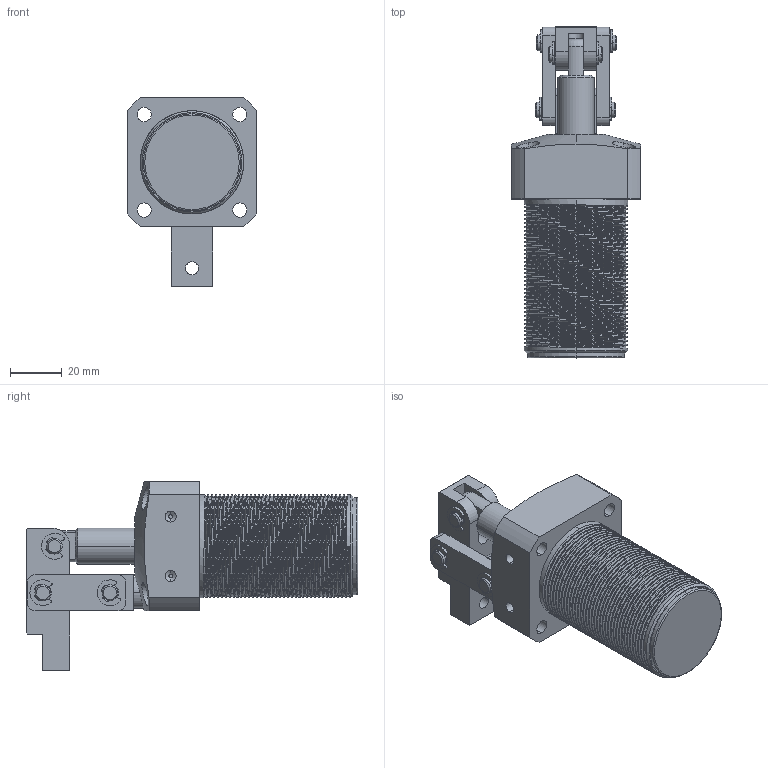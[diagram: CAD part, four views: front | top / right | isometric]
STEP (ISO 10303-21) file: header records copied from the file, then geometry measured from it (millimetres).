
FILE_DESCRIPTION (( 'STEP AP203' ), '1' );
FILE_NAME ('CPLCU-25L.STEP', '2019-04-19T12:53:46', ( 'User' ), ( 'china' ), 'SwSTEP 2.0', 'SolidWorks 2018', '' );
FILE_SCHEMA (( 'CONFIG_CONTROL_DESIGN' ));
Length unit declared in the file: millimetre
Products named in the file (10): CPLCU-25-02_1; CPLCU-25-03_1; CPLCU-25-04_1; CPLCU-25-05_1; GB／T896-86开口挡圈5; GB／T78-2000内六角锥端紧定螺钉M4×4; CPLCU25L掛极; CPLCU25活塞杆; CPLCU-25L; CPLCU-25-01_1
Assembly tree (16 placements, depth 2):
  CPLCU-25L
    CPLCU-25-01_1
    CPLCU-25-02_1  x2
    CPLCU-25-03_1  x2
    CPLCU-25-04_1
    CPLCU-25-05_1
    GB／T896-86开口挡圈5  x6
    GB／T78-2000内六角锥端紧定螺钉M4×4
    CPLCU25活塞杆
    CPLCU25L掛极
Bounding box: 50 x 128.5 x 73 mm (x, y, z)
Volume: 141321.6 mm3; surface area: 45554.7 mm2
Topology: 16 solids, 16 shells, 494 faces, 1234 edges, 799 vertices
Faces by surface type: cylinder 293, plane 142, cone 52, torus 4, bspline 3
Entity records: 17452 total; most frequent: CARTESIAN_POINT 8573, ORIENTED_EDGE 1624, DIRECTION 1603, EDGE_CURVE 812, AXIS2_PLACEMENT_3D 626, VERTEX_POINT 523, EDGE_LOOP 385, LINE 351
